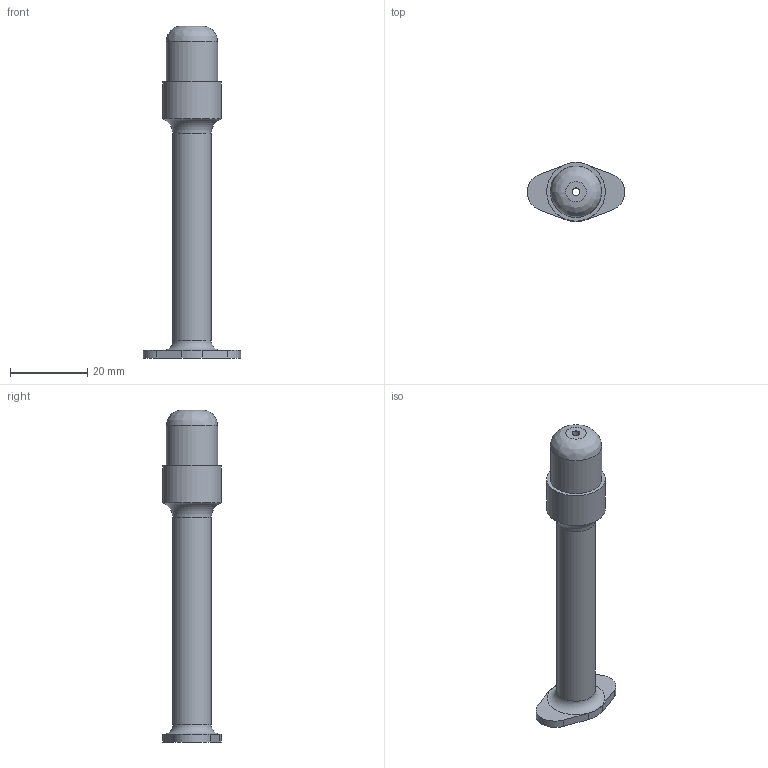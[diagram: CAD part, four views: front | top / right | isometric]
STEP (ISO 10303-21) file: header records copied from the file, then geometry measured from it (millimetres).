
FILE_DESCRIPTION(/* description */ (''),/* implementation_level */ '2;1');
FILE_NAME(/* name */ 'FluxPlunger.step',/* time_stamp */ '2017-07-31T18:06:58+02:00',/* author */ (''),/* organization */ (''),/* preprocessor_version */ 'ST-DEVELOPER v16.13',/* originating_system */ 'Autodesk Translation Framework v6.1.1.50',/* authorisation */ '');
FILE_SCHEMA (('AUTOMOTIVE_DESIGN { 1 0 10303 214 3 1 1 }'));
Length unit declared in the file: millimetre
Products named in the file (1): Flux_Plunjer v3
Bounding box: 25.2 x 15.2 x 86 mm (x, y, z)
Volume: 6640 mm3; surface area: 5237.3 mm2
Topology: 1 solids, 1 shells, 23 faces, 49 edges, 32 vertices
Faces by surface type: cylinder 10, plane 10, torus 2, bspline 1
Full cylindrical faces by diameter (mm): 2 x2, 7 x1, 10 x1, 13.3 x1, 15.2 x1
Entity records: 618 total; most frequent: CARTESIAN_POINT 121, DIRECTION 106, ORIENTED_EDGE 78, AXIS2_PLACEMENT_3D 45, EDGE_CURVE 39, EDGE_LOOP 37, VERTEX_POINT 30, FACE_OUTER_BOUND 23
